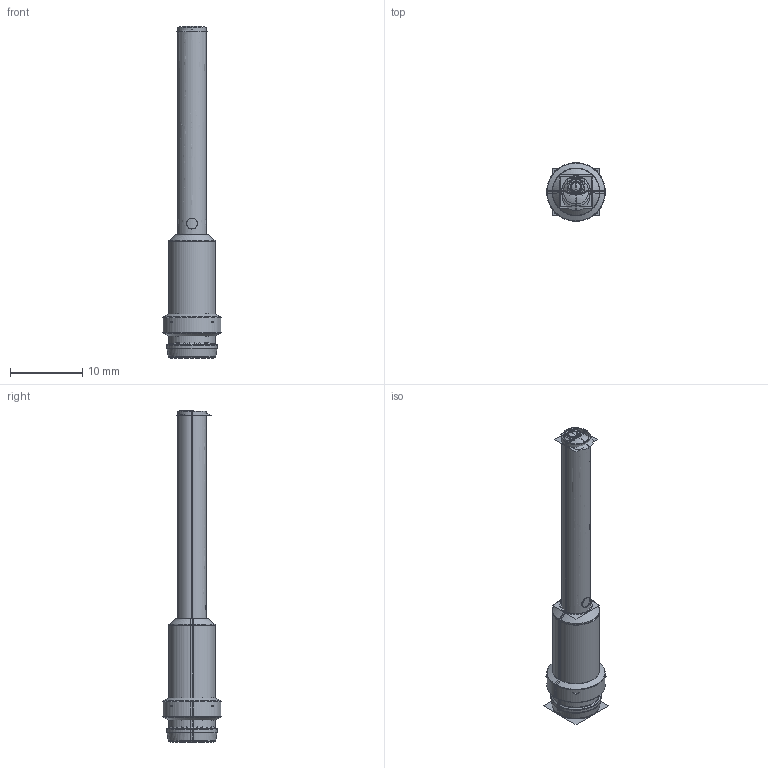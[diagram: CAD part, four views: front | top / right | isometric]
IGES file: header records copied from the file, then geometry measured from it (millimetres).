
Start section:  PTC IGES file: 214325.igs
Global section: file name: 214325.igs; native system: Creo Parametric by PTC Inc.; preprocessor: 2018300; author: pdmadmin; organization: Unknown; date: 20191007.104938; units: millimetre
Bounding box: 8.08 x 8.07 x 45.81 mm (x, y, z)
Volume: 840.4 mm3; surface area: 3970.8 mm2
Topology: 1 solids, 1 shells, 150 faces, 760 edges, 961 vertices
Faces by surface type: revolution 116, bspline 34
